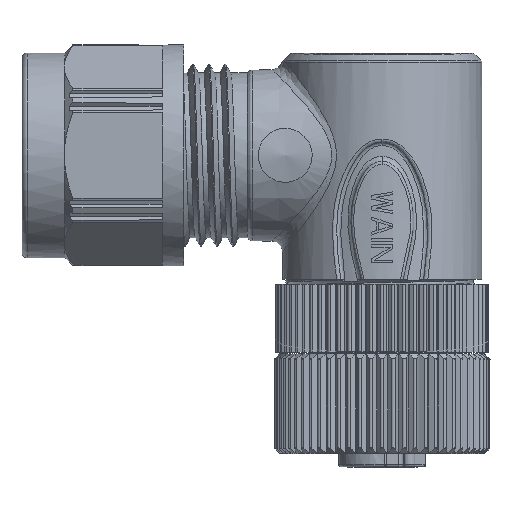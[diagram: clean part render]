
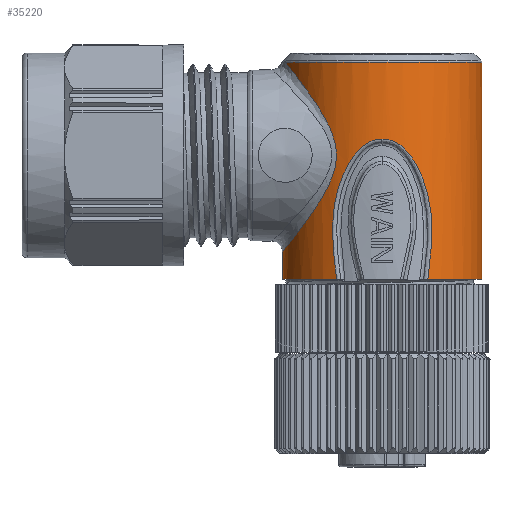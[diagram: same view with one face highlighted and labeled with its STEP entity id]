
A CAD part, top view. The second image highlights one B-rep face of the part: STEP entity #35220.
In plain terms, the highlighted cylindrical face has radius 9.25 mm (diameter 18.5 mm), a partial arc.
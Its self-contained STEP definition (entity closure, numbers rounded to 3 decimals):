
#10714=CARTESIAN_POINT('',(0.,6.9,0.));
#10715=DIRECTION('',(0.,1.,0.));
#10716=DIRECTION('',(0.458,0.,0.889));
#10717=AXIS2_PLACEMENT_3D('',#10714,#10715,#10716);
#10768=CARTESIAN_POINT('',(0.,6.9,0.));
#10769=DIRECTION('',(0.,1.,0.));
#10770=DIRECTION('',(-1.,0.,0.));
#10771=AXIS2_PLACEMENT_3D('',#10768,#10769,#10770);
#11455=CARTESIAN_POINT('',(0.,27.017,0.));
#11456=DIRECTION('',(0.,-1.,0.));
#11457=DIRECTION('',(1.,0.,0.));
#11458=AXIS2_PLACEMENT_3D('',#11455,#11456,#11457);
#11460=CARTESIAN_POINT('',(4.233,6.9,8.225));
#11461=CARTESIAN_POINT('',(4.343,7.644,8.168));
#11462=CARTESIAN_POINT('',(4.52,9.057,8.071));
#11463=CARTESIAN_POINT('',(4.633,10.955,8.006));
#11464=CARTESIAN_POINT('',(4.591,12.634,8.03));
#11465=CARTESIAN_POINT('',(4.408,14.093,8.134));
#11466=CARTESIAN_POINT('',(4.108,15.338,8.291));
#11467=CARTESIAN_POINT('',(3.731,16.389,8.468));
#11468=CARTESIAN_POINT('',(3.314,17.281,8.64));
#11469=CARTESIAN_POINT('',(2.878,18.043,8.795));
#11470=CARTESIAN_POINT('',(2.417,18.67,8.933));
#11471=CARTESIAN_POINT('',(1.937,19.16,9.049));
#11472=CARTESIAN_POINT('',(1.452,19.513,9.14));
#11473=CARTESIAN_POINT('',(0.976,19.739,
9.202));
#11474=CARTESIAN_POINT('',(0.516,19.864,
9.24));
#11475=CARTESIAN_POINT('',(0.161,19.893,
9.25));
#11476=CARTESIAN_POINT('',(-0.024,19.892,
9.25));
#11478=CARTESIAN_POINT('',(-0.024,19.892,
9.25));
#11479=CARTESIAN_POINT('',(-0.205,19.89,
9.249));
#11480=CARTESIAN_POINT('',(-0.554,19.857,
9.238));
#11481=CARTESIAN_POINT('',(-1.008,19.726,
9.199));
#11482=CARTESIAN_POINT('',(-1.481,19.494,
9.135));
#11483=CARTESIAN_POINT('',(-1.963,19.136,
9.044));
#11484=CARTESIAN_POINT('',(-2.438,18.642,
8.927));
#11485=CARTESIAN_POINT('',(-2.896,18.012,
8.789));
#11486=CARTESIAN_POINT('',(-3.329,17.249,
8.634));
#11487=CARTESIAN_POINT('',(-3.745,16.359,
8.462));
#11488=CARTESIAN_POINT('',(-4.12,15.309,
8.285));
#11489=CARTESIAN_POINT('',(-4.414,14.064,
8.13));
#11490=CARTESIAN_POINT('',(-4.589,12.607,
8.032));
#11491=CARTESIAN_POINT('',(-4.628,10.936,
8.009));
#11492=CARTESIAN_POINT('',(-4.522,9.052,
8.07));
#11493=CARTESIAN_POINT('',(-4.345,7.642,
8.167));
#11494=CARTESIAN_POINT('',(-4.228,6.9,8.227));
#11496=DIRECTION('',(0.,1.,0.));
#11497=VECTOR('',#11496,2.541);
#11498=CARTESIAN_POINT('',(-9.25,6.9,0.));
#11499=LINE('',#11498,#11497);
#11500=CARTESIAN_POINT('',(-9.25,9.441,
0.));
#11501=CARTESIAN_POINT('',(-9.25,9.441,
0.299));
#11502=CARTESIAN_POINT('',(-9.221,9.477,
0.905));
#11503=CARTESIAN_POINT('',(-9.084,9.646,
1.825));
#11504=CARTESIAN_POINT('',(-8.849,9.939,
2.75));
#11505=CARTESIAN_POINT('',(-8.506,10.372,
3.683));
#11506=CARTESIAN_POINT('',(-8.038,10.969,
4.617));
#11507=CARTESIAN_POINT('',(-7.446,11.743,
5.527));
#11508=CARTESIAN_POINT('',(-6.707,12.75,
6.402));
#11509=CARTESIAN_POINT('',(-5.975,13.826,
7.08));
#11510=CARTESIAN_POINT('',(-5.369,14.82,
7.542));
#11511=CARTESIAN_POINT('',(-4.88,15.765,
7.863));
#11512=CARTESIAN_POINT('',(-4.526,16.654,
8.069));
#11513=CARTESIAN_POINT('',(-4.316,17.474,
8.182));
#11514=CARTESIAN_POINT('',(-4.235,18.226,
8.224));
#11515=CARTESIAN_POINT('',(-4.262,18.961,
8.209));
#11516=CARTESIAN_POINT('',(-4.409,19.749,
8.133));
#11517=CARTESIAN_POINT('',(-4.698,20.615,
7.972));
#11518=CARTESIAN_POINT('',(-5.127,21.538,
7.707));
#11519=CARTESIAN_POINT('',(-5.686,22.517,
7.309));
#11520=CARTESIAN_POINT('',(-6.36,23.553,
6.742));
#11521=CARTESIAN_POINT('',(-7.135,24.639,
5.924));
#11522=CARTESIAN_POINT('',(-7.789,25.507,
5.029));
#11523=CARTESIAN_POINT('',(-8.313,26.183,
4.101));
#11524=CARTESIAN_POINT('',(-8.709,26.685,
3.168));
#11525=CARTESIAN_POINT('',(-8.898,26.922,
2.546));
#11526=CARTESIAN_POINT('',(-8.975,27.017,
2.239));
#11741=CARTESIAN_POINT('',(-9.25,9.441,
0.));
#11779=DIRECTION('',(0.,1.,0.));
#11780=VECTOR('',#11779,20.117);
#11781=CARTESIAN_POINT('',(9.25,6.9,0.));
#11782=LINE('',#11781,#11780);
#20871=CARTESIAN_POINT('',(-0.024,19.892,
9.25));
#20872=VERTEX_POINT('',#20871);
#21019=VERTEX_POINT('',#11494);
#21022=VERTEX_POINT('',#11460);
#21023=CARTESIAN_POINT('',(9.25,6.9,0.));
#21024=VERTEX_POINT('',#21023);
#21025=CARTESIAN_POINT('',(-9.25,6.9,0.));
#21026=VERTEX_POINT('',#21025);
#21082=VERTEX_POINT('',#11741);
#21098=CARTESIAN_POINT('',(9.25,27.017,0.));
#21099=CARTESIAN_POINT('',(-8.975,27.017,
2.239));
#21100=VERTEX_POINT('',#21098);
#21101=VERTEX_POINT('',#21099);
#35199=CARTESIAN_POINT('',(0.,0.7,0.));
#35200=DIRECTION('',(0.,1.,0.));
#35201=DIRECTION('',(1.,0.,0.));
#35202=AXIS2_PLACEMENT_3D('',#35199,#35200,#35201);
#35203=CYLINDRICAL_SURFACE('',#35202,9.25);
#35205=ORIENTED_EDGE('',*,*,#35204,.F.);
#35207=ORIENTED_EDGE('',*,*,#35206,.F.);
#35208=ORIENTED_EDGE('',*,*,#34053,.F.);
#35210=ORIENTED_EDGE('',*,*,#35209,.T.);
#35212=ORIENTED_EDGE('',*,*,#35211,.T.);
#35213=ORIENTED_EDGE('',*,*,#34081,.F.);
#35215=ORIENTED_EDGE('',*,*,#35214,.T.);
#35217=ORIENTED_EDGE('',*,*,#35216,.T.);
#35218=EDGE_LOOP('',(#35205,#35207,#35208,#35210,#35212,#35213,#35215,#35217));
#35219=FACE_OUTER_BOUND('',#35218,.F.);
#35220=ADVANCED_FACE('',(#35219),#35203,.T.);
#10718=CIRCLE('',#10717,9.25);
#10772=CIRCLE('',#10771,9.25);
#11459=CIRCLE('',#11458,9.25);
#11477=B_SPLINE_CURVE_WITH_KNOTS('',3,(#11460,#11461,#11462,#11463,#11464,
#11465,#11466,#11467,#11468,#11469,#11470,#11471,#11472,#11473,#11474,#11475,
#11476),.UNSPECIFIED.,.F.,.F.,(4,1,1,1,1,1,1,1,1,1,1,1,1,1,4),(0.,
0.071,0.143,0.214,0.286,
0.357,0.429,0.5,0.571,0.643,
0.714,0.786,0.857,0.929,1.),
.UNSPECIFIED.);
#11495=B_SPLINE_CURVE_WITH_KNOTS('',3,(#11478,#11479,#11480,#11481,#11482,
#11483,#11484,#11485,#11486,#11487,#11488,#11489,#11490,#11491,#11492,#11493,
#11494),.UNSPECIFIED.,.F.,.F.,(4,1,1,1,1,1,1,1,1,1,1,1,1,1,4),(0.,
0.071,0.143,0.214,0.286,
0.357,0.429,0.5,0.571,0.643,
0.714,0.786,0.857,0.929,1.),
.UNSPECIFIED.);
#11527=B_SPLINE_CURVE_WITH_KNOTS('',3,(#11500,#11501,#11502,#11503,#11504,
#11505,#11506,#11507,#11508,#11509,#11510,#11511,#11512,#11513,#11514,#11515,
#11516,#11517,#11518,#11519,#11520,#11521,#11522,#11523,#11524,#11525,#11526),
.UNSPECIFIED.,.F.,.F.,(4,1,1,1,1,1,1,1,1,1,1,1,1,1,1,1,1,1,1,1,1,1,1,1,4),(0.,
0.042,0.083,0.125,0.167,0.208,
0.25,0.292,0.333,0.375,0.417,
0.458,0.5,0.542,0.583,0.625,
0.667,0.708,0.75,0.792,0.833,
0.875,0.917,0.958,1.),.UNSPECIFIED.);
#34053=EDGE_CURVE('',#21022,#21024,#10718,.T.);
#34081=EDGE_CURVE('',#21026,#21019,#10772,.T.);
#35204=EDGE_CURVE('',#21100,#21101,#11459,.T.);
#35206=EDGE_CURVE('',#21024,#21100,#11782,.T.);
#35209=EDGE_CURVE('',#21022,#20872,#11477,.T.);
#35211=EDGE_CURVE('',#20872,#21019,#11495,.T.);
#35214=EDGE_CURVE('',#21026,#21082,#11499,.T.);
#35216=EDGE_CURVE('',#21082,#21101,#11527,.T.);
